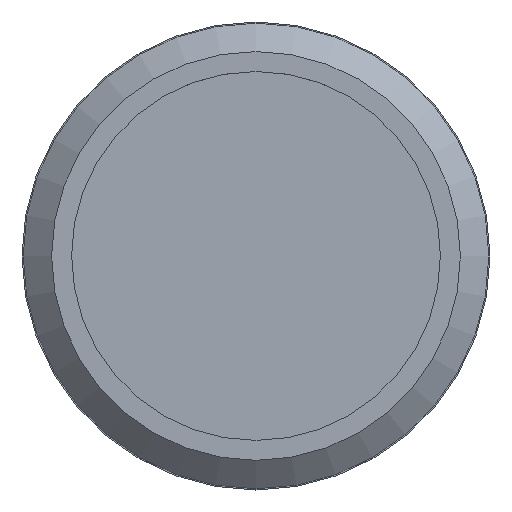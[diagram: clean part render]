
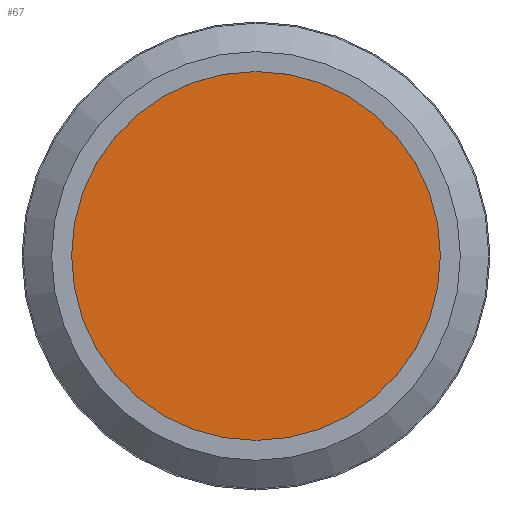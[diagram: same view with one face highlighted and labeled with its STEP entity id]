
A CAD part, top view. The second image highlights one B-rep face of the part: STEP entity #67.
In plain terms, the highlighted planar face has unit normal (0, 0, 1).
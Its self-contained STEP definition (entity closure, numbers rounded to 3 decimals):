
#67 = ADVANCED_FACE( '', ( #141 ), #142, .F. );
#141 = FACE_OUTER_BOUND( '', #206, .T. );
#142 = PLANE( '', #207 );
#206 = EDGE_LOOP( '', ( #293 ) );
#207 = AXIS2_PLACEMENT_3D( '', #294, #295, #296 );
#293 = ORIENTED_EDGE( '', *, *, #323, .T. );
#294 = CARTESIAN_POINT( '', ( 23.25, 0., 7.8 ) );
#295 = DIRECTION( '', ( 0., 0., -1. ) );
#296 = DIRECTION( '', ( -1., 0., 0. ) );
#323 = EDGE_CURVE( '', #365, #365, #366, .T. );
#365 = VERTEX_POINT( '', #408 );
#366 = CIRCLE( '', #409, 23.25 );
#408 = CARTESIAN_POINT( '', ( 23.25, 0., 7.8 ) );
#409 = AXIS2_PLACEMENT_3D( '', #451, #452, #453 );
#451 = CARTESIAN_POINT( '', ( 0., 0., 7.8 ) );
#452 = DIRECTION( '', ( 0., 0., 1. ) );
#453 = DIRECTION( '', ( 1., 0., 0. ) );
